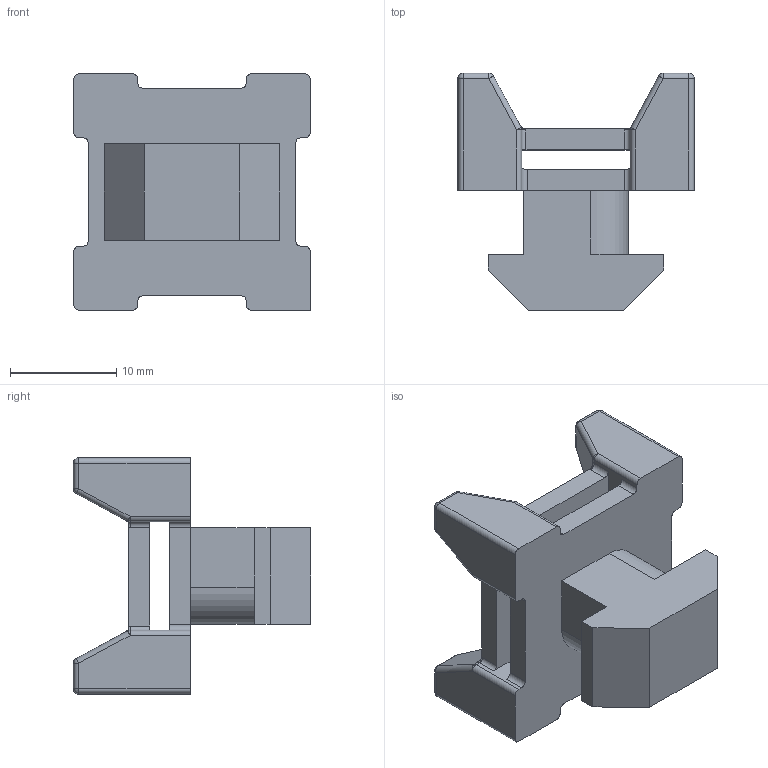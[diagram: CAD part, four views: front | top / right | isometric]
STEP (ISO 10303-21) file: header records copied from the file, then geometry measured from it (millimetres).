
FILE_DESCRIPTION (( 'STEP AP214' ), '1' );
FILE_NAME ('SNSD.30.51.89. Êëèïñà êàáåëü-êàíàëà K-2, ïàç 10(A02).STEP', '2014-12-23T12:18:33', ( 'XTreme.ws' ), ( 'XTreme.ws' ), 'SwSTEP 2.0', 'SolidWorks 2014', '' );
FILE_SCHEMA (( 'AUTOMOTIVE_DESIGN' ));
Length unit declared in the file: millimetre
Products named in the file (2): SNSD.30.51.89. Êëèïñà êàáåëü-êàíàëà K-2, ïàç 10(A02)
Bounding box: 22.2 x 22.3 x 22.2 mm (x, y, z)
Volume: 3626.6 mm3; surface area: 2838.3 mm2
Topology: 1 solids, 1 shells, 167 faces, 431 edges, 246 vertices
Faces by surface type: cylinder 81, plane 51, sphere 23, torus 8, bspline 4
Entity records: 5035 total; most frequent: CARTESIAN_POINT 1014, DIRECTION 861, ORIENTED_EDGE 832, EDGE_CURVE 416, AXIS2_PLACEMENT_3D 313, VERTEX_POINT 246, VECTOR 235, LINE 235
